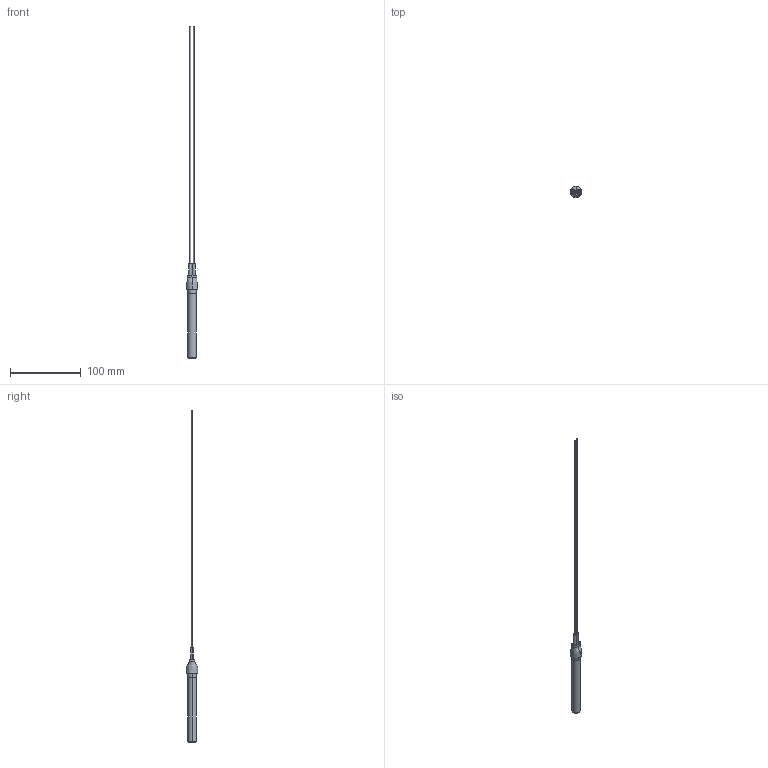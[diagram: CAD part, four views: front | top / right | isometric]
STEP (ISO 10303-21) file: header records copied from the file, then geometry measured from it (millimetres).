
FILE_DESCRIPTION (( 'STEP AP214' ), '1' );
FILE_NAME ('PSX-4-B_240V.STEP', '2015-07-02T09:34:16', ( 'pc' ), ( '' ), 'SwSTEP 2.0', 'SolidWorks 2014', '' );
FILE_SCHEMA (( 'AUTOMOTIVE_DESIGN' ));
Length unit declared in the file: millimetre
Products named in the file (1): PSX-4-B_240V
Bounding box: 15.99 x 16 x 468 mm (x, y, z)
Volume: 10354.7 mm3; surface area: 11675.5 mm2
Topology: 6 solids, 6 shells, 67 faces, 140 edges, 88 vertices
Faces by surface type: plane 25, cylinder 24, bspline 18
Entity records: 21491 total; most frequent: CARTESIAN_POINT 19882, ORIENTED_EDGE 280, DIRECTION 244, EDGE_CURVE 140, AXIS2_PLACEMENT_3D 102, VERTEX_POINT 88, EDGE_LOOP 76, FACE_OUTER_BOUND 67
